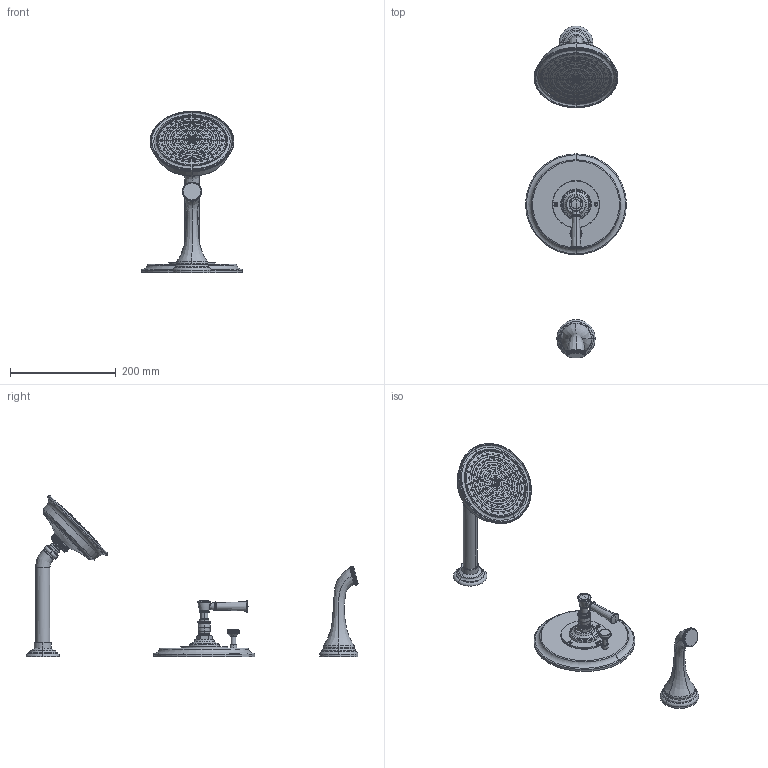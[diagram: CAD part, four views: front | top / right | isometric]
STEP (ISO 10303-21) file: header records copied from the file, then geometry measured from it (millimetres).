
FILE_DESCRIPTION((''),'2;1');
FILE_NAME('3-2912BP','2021-06-01T10:12:40',('jinson.thomas'),(''),'CREO PARAMETRIC BY PTC INC, 2018400','CREO PARAMETRIC BY PTC INC, 2018400','');
FILE_SCHEMA(('CONFIG_CONTROL_DESIGN'));
Products named in the file (1): 3-2912BP
Bounding box: 190.5 x 626.8 x 304.73 mm (x, y, z)
Volume: 1380259.4 mm3; surface area: 182230.7 mm2
Topology: 3 solids, 3 shells, 1664 faces, 4107 edges, 2717 vertices
Faces by surface type: plane 587, torus 300, cylinder 228, cone 196, bspline 146, sphere 106, extrusion 95, revolution 6
Entity records: 78552 total; most frequent: CARTESIAN_POINT 41543, ORIENTED_EDGE 8206, DIRECTION 6651, EDGE_CURVE 4103, AXIS2_PLACEMENT_3D 2739, VERTEX_POINT 2717, EDGE_LOOP 1936, B_SPLINE_CURVE_WITH_KNOTS 1810
